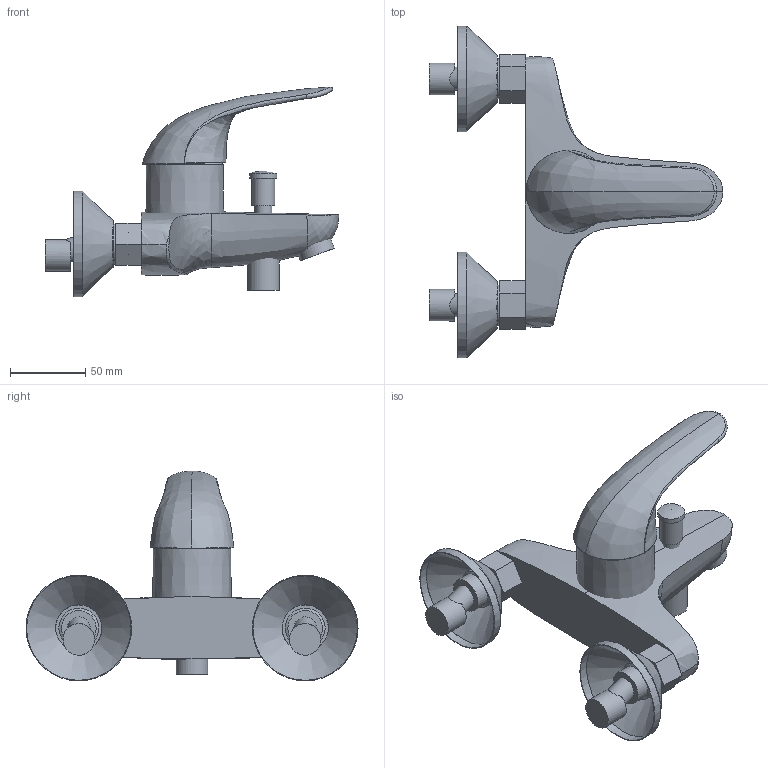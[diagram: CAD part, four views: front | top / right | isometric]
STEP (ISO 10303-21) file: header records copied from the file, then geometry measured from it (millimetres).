
FILE_DESCRIPTION(/* description */ ('Unknown'),/* implementation_level */ '2;1');
FILE_NAME(/* name */ '32743000',/* time_stamp */ '2022-09-01T08:24:45+02:00',/* author */ ('Unknown'),/* organization */ ('GROHE AG'),/* preprocessor_version */ 'ST-DEVELOPER v16.7',/* originating_system */ 'DEX',/* authorisation */ $);
FILE_SCHEMA (('AUTOMOTIVE_DESIGN {1 0 10303 214 3 1 1}'));
Length unit declared in the file: millimetre
Products named in the file (6): 32743000; 32743000_0; id87; 50.9697.1_Standard; 50.9702.1_Standard
Assembly tree (5 placements, depth 2):
  32743000
    32743000
    32743000_0
    id87
    50.9697.1_Standard
    50.9702.1_Standard
Bounding box: 194.54 x 220 x 139.01 mm (x, y, z)
Volume: 321994.7 mm3; surface area: 100358.5 mm2
Topology: 3 solids, 13 shells, 84 faces, 192 edges, 125 vertices
Faces by surface type: plane 30, bspline 27, cylinder 17, cone 7, sphere 3
Full cylindrical faces by diameter (mm): 11.2 x1, 15.196 x1, 15.3 x2, 17.781 x1, 20.96 x2, 21 x1, 23 x2, 24 x1, 26.44 x2, 69.2 x2, 70 x2
Entity records: 6476 total; most frequent: CARTESIAN_POINT 4530, ORIENTED_EDGE 287, DIRECTION 266, EDGE_CURVE 156, EDGE_LOOP 119, FACE_BOUND 119, VERTEX_POINT 116, AXIS2_PLACEMENT_3D 115
